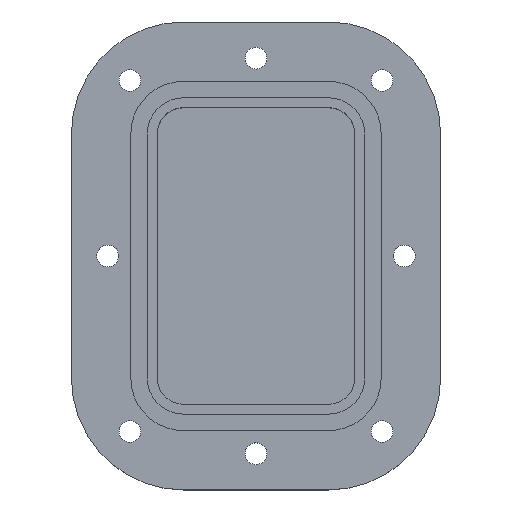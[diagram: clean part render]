
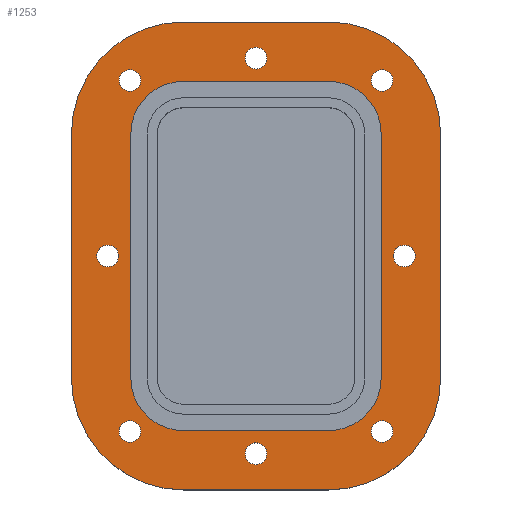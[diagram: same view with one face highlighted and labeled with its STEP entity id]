
A CAD part, top view. The second image highlights one B-rep face of the part: STEP entity #1253.
In plain terms, the highlighted planar face has unit normal (0, 0, 1).
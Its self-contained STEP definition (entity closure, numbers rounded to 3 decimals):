
#38=FACE_BOUND('',#227,.T.);
#39=FACE_BOUND('',#228,.T.);
#40=FACE_BOUND('',#229,.T.);
#41=FACE_BOUND('',#230,.T.);
#42=FACE_BOUND('',#231,.T.);
#43=FACE_BOUND('',#232,.T.);
#44=FACE_BOUND('',#233,.T.);
#45=FACE_BOUND('',#234,.T.);
#46=FACE_BOUND('',#235,.T.);
#72=PLANE('',#1413);
#145=FACE_OUTER_BOUND('',#226,.T.);
#226=EDGE_LOOP('',(#1121,#1122,#1123,#1124,#1125,#1126,#1127,#1128));
#227=EDGE_LOOP('',(#1129));
#228=EDGE_LOOP('',(#1130));
#229=EDGE_LOOP('',(#1131));
#230=EDGE_LOOP('',(#1132));
#231=EDGE_LOOP('',(#1133));
#232=EDGE_LOOP('',(#1134));
#233=EDGE_LOOP('',(#1135));
#234=EDGE_LOOP('',(#1136));
#235=EDGE_LOOP('',(#1137,#1138,#1139,#1140,#1141,#1142,#1143,#1144));
#248=LINE('',#1873,#344);
#251=LINE('',#1881,#347);
#273=LINE('',#2016,#369);
#276=LINE('',#2023,#372);
#322=LINE('',#2175,#418);
#325=LINE('',#2183,#421);
#328=LINE('',#2191,#424);
#331=LINE('',#2199,#427);
#344=VECTOR('',#1487,10.);
#347=VECTOR('',#1496,10.);
#369=VECTOR('',#1604,10.);
#372=VECTOR('',#1613,10.);
#418=VECTOR('',#1771,10.);
#421=VECTOR('',#1780,10.);
#424=VECTOR('',#1789,10.);
#427=VECTOR('',#1798,10.);
#445=CIRCLE('',#1295,17.);
#446=CIRCLE('',#1298,17.);
#475=CIRCLE('',#1344,17.);
#476=CIRCLE('',#1347,1.65);
#477=CIRCLE('',#1349,1.65);
#478=CIRCLE('',#1351,1.65);
#479=CIRCLE('',#1353,1.65);
#480=CIRCLE('',#1355,1.65);
#481=CIRCLE('',#1357,1.65);
#482=CIRCLE('',#1359,1.65);
#483=CIRCLE('',#1361,1.65);
#504=CIRCLE('',#1403,8.);
#505=CIRCLE('',#1406,8.);
#506=CIRCLE('',#1409,8.);
#507=CIRCLE('',#1412,8.);
#508=CIRCLE('',#1414,17.);
#525=VERTEX_POINT('',#1865);
#526=VERTEX_POINT('',#1867);
#527=VERTEX_POINT('',#1871);
#528=VERTEX_POINT('',#1875);
#529=VERTEX_POINT('',#1879);
#562=VERTEX_POINT('',#2013);
#563=VERTEX_POINT('',#2015);
#564=VERTEX_POINT('',#2019);
#565=VERTEX_POINT('',#2025);
#566=VERTEX_POINT('',#2029);
#567=VERTEX_POINT('',#2033);
#568=VERTEX_POINT('',#2037);
#569=VERTEX_POINT('',#2041);
#570=VERTEX_POINT('',#2045);
#571=VERTEX_POINT('',#2049);
#572=VERTEX_POINT('',#2053);
#613=VERTEX_POINT('',#2172);
#614=VERTEX_POINT('',#2174);
#615=VERTEX_POINT('',#2178);
#616=VERTEX_POINT('',#2182);
#617=VERTEX_POINT('',#2186);
#618=VERTEX_POINT('',#2190);
#619=VERTEX_POINT('',#2194);
#620=VERTEX_POINT('',#2198);
#646=EDGE_CURVE('',#526,#525,#445,.T.);
#649=EDGE_CURVE('',#525,#527,#248,.T.);
#651=EDGE_CURVE('',#527,#528,#446,.T.);
#653=EDGE_CURVE('',#528,#529,#251,.T.);
#703=EDGE_CURVE('',#563,#562,#273,.T.);
#706=EDGE_CURVE('',#562,#564,#475,.T.);
#707=EDGE_CURVE('',#564,#526,#276,.T.);
#708=EDGE_CURVE('',#565,#565,#476,.T.);
#710=EDGE_CURVE('',#566,#566,#477,.T.);
#712=EDGE_CURVE('',#567,#567,#478,.T.);
#714=EDGE_CURVE('',#568,#568,#479,.T.);
#716=EDGE_CURVE('',#569,#569,#480,.T.);
#718=EDGE_CURVE('',#570,#570,#481,.T.);
#720=EDGE_CURVE('',#571,#571,#482,.T.);
#722=EDGE_CURVE('',#572,#572,#483,.T.);
#781=EDGE_CURVE('',#614,#613,#322,.T.);
#783=EDGE_CURVE('',#615,#614,#504,.T.);
#785=EDGE_CURVE('',#616,#615,#325,.T.);
#787=EDGE_CURVE('',#617,#616,#505,.T.);
#789=EDGE_CURVE('',#618,#617,#328,.T.);
#791=EDGE_CURVE('',#619,#618,#506,.T.);
#793=EDGE_CURVE('',#620,#619,#331,.T.);
#795=EDGE_CURVE('',#613,#620,#507,.T.);
#796=EDGE_CURVE('',#529,#563,#508,.T.);
#1121=ORIENTED_EDGE('',*,*,#651,.T.);
#1122=ORIENTED_EDGE('',*,*,#653,.T.);
#1123=ORIENTED_EDGE('',*,*,#796,.T.);
#1124=ORIENTED_EDGE('',*,*,#703,.T.);
#1125=ORIENTED_EDGE('',*,*,#706,.T.);
#1126=ORIENTED_EDGE('',*,*,#707,.T.);
#1127=ORIENTED_EDGE('',*,*,#646,.T.);
#1128=ORIENTED_EDGE('',*,*,#649,.T.);
#1129=ORIENTED_EDGE('',*,*,#708,.T.);
#1130=ORIENTED_EDGE('',*,*,#710,.T.);
#1131=ORIENTED_EDGE('',*,*,#712,.T.);
#1132=ORIENTED_EDGE('',*,*,#714,.T.);
#1133=ORIENTED_EDGE('',*,*,#716,.T.);
#1134=ORIENTED_EDGE('',*,*,#718,.T.);
#1135=ORIENTED_EDGE('',*,*,#720,.T.);
#1136=ORIENTED_EDGE('',*,*,#722,.T.);
#1137=ORIENTED_EDGE('',*,*,#795,.T.);
#1138=ORIENTED_EDGE('',*,*,#793,.T.);
#1139=ORIENTED_EDGE('',*,*,#791,.T.);
#1140=ORIENTED_EDGE('',*,*,#789,.T.);
#1141=ORIENTED_EDGE('',*,*,#787,.T.);
#1142=ORIENTED_EDGE('',*,*,#785,.T.);
#1143=ORIENTED_EDGE('',*,*,#783,.T.);
#1144=ORIENTED_EDGE('',*,*,#781,.T.);
#1253=ADVANCED_FACE('',(#145,#38,#39,#40,#41,#42,#43,#44,#45,#46),#72,.T.);
#1295=AXIS2_PLACEMENT_3D('',#1868,#1481,#1482);
#1298=AXIS2_PLACEMENT_3D('',#1877,#1491,#1492);
#1344=AXIS2_PLACEMENT_3D('',#2021,#1609,#1610);
#1347=AXIS2_PLACEMENT_3D('',#2026,#1616,#1617);
#1349=AXIS2_PLACEMENT_3D('',#2030,#1621,#1622);
#1351=AXIS2_PLACEMENT_3D('',#2034,#1626,#1627);
#1353=AXIS2_PLACEMENT_3D('',#2038,#1631,#1632);
#1355=AXIS2_PLACEMENT_3D('',#2042,#1636,#1637);
#1357=AXIS2_PLACEMENT_3D('',#2046,#1641,#1642);
#1359=AXIS2_PLACEMENT_3D('',#2050,#1646,#1647);
#1361=AXIS2_PLACEMENT_3D('',#2054,#1651,#1652);
#1403=AXIS2_PLACEMENT_3D('',#2179,#1775,#1776);
#1406=AXIS2_PLACEMENT_3D('',#2187,#1784,#1785);
#1409=AXIS2_PLACEMENT_3D('',#2195,#1793,#1794);
#1412=AXIS2_PLACEMENT_3D('',#2202,#1802,#1803);
#1413=AXIS2_PLACEMENT_3D('',#2203,#1804,#1805);
#1414=AXIS2_PLACEMENT_3D('',#2204,#1806,#1807);
#1481=DIRECTION('center_axis',(0.,0.,1.));
#1482=DIRECTION('ref_axis',(1.,0.,0.));
#1487=DIRECTION('',(-1.,0.,0.));
#1491=DIRECTION('center_axis',(0.,0.,1.));
#1492=DIRECTION('ref_axis',(0.,1.,0.));
#1496=DIRECTION('',(0.,-1.,0.));
#1604=DIRECTION('',(1.,0.,0.));
#1609=DIRECTION('center_axis',(0.,0.,1.));
#1610=DIRECTION('ref_axis',(0.,-1.,0.));
#1613=DIRECTION('',(0.,1.,0.));
#1616=DIRECTION('center_axis',(0.,0.,-1.));
#1617=DIRECTION('ref_axis',(1.,0.,0.));
#1621=DIRECTION('center_axis',(0.,0.,-1.));
#1622=DIRECTION('ref_axis',(1.,0.,0.));
#1626=DIRECTION('center_axis',(0.,0.,-1.));
#1627=DIRECTION('ref_axis',(1.,0.,0.));
#1631=DIRECTION('center_axis',(0.,0.,-1.));
#1632=DIRECTION('ref_axis',(1.,0.,0.));
#1636=DIRECTION('center_axis',(0.,0.,-1.));
#1637=DIRECTION('ref_axis',(1.,0.,0.));
#1641=DIRECTION('center_axis',(0.,0.,-1.));
#1642=DIRECTION('ref_axis',(1.,0.,0.));
#1646=DIRECTION('center_axis',(0.,0.,-1.));
#1647=DIRECTION('ref_axis',(1.,0.,0.));
#1651=DIRECTION('center_axis',(0.,0.,-1.));
#1652=DIRECTION('ref_axis',(1.,0.,0.));
#1771=DIRECTION('',(0.,1.,0.));
#1775=DIRECTION('center_axis',(0.,0.,-1.));
#1776=DIRECTION('ref_axis',(-1.,0.,0.));
#1780=DIRECTION('',(-1.,0.,0.));
#1784=DIRECTION('center_axis',(0.,0.,-1.));
#1785=DIRECTION('ref_axis',(0.,-1.,0.));
#1789=DIRECTION('',(0.,-1.,0.));
#1793=DIRECTION('center_axis',(0.,0.,-1.));
#1794=DIRECTION('ref_axis',(1.,0.,0.));
#1798=DIRECTION('',(1.,0.,0.));
#1802=DIRECTION('center_axis',(0.,0.,-1.));
#1803=DIRECTION('ref_axis',(0.,1.,0.));
#1804=DIRECTION('center_axis',(0.,0.,1.));
#1805=DIRECTION('ref_axis',(1.,0.,0.));
#1806=DIRECTION('center_axis',(0.,0.,1.));
#1807=DIRECTION('ref_axis',(-1.,0.,0.));
#1865=CARTESIAN_POINT('',(11.,35.5,24.));
#1867=CARTESIAN_POINT('',(28.,18.5,24.));
#1868=CARTESIAN_POINT('Origin',(11.,18.5,24.));
#1871=CARTESIAN_POINT('',(-11.,35.5,24.));
#1873=CARTESIAN_POINT('',(-11.,35.5,24.));
#1875=CARTESIAN_POINT('',(-28.,18.5,24.));
#1877=CARTESIAN_POINT('Origin',(-11.,18.5,24.));
#1879=CARTESIAN_POINT('',(-28.,-18.5,24.));
#1881=CARTESIAN_POINT('',(-28.,-18.5,24.));
#2013=CARTESIAN_POINT('',(11.,-35.5,24.));
#2015=CARTESIAN_POINT('',(-11.,-35.5,24.));
#2016=CARTESIAN_POINT('',(11.,-35.5,24.));
#2019=CARTESIAN_POINT('',(28.,-18.5,24.));
#2021=CARTESIAN_POINT('Origin',(11.,-18.5,24.));
#2023=CARTESIAN_POINT('',(28.,18.5,24.));
#2025=CARTESIAN_POINT('',(-1.65,30.,24.));
#2026=CARTESIAN_POINT('Origin',(0.,30.,24.));
#2029=CARTESIAN_POINT('',(20.85,0.,24.));
#2030=CARTESIAN_POINT('Origin',(22.5,0.,24.));
#2033=CARTESIAN_POINT('',(-1.65,-30.,24.));
#2034=CARTESIAN_POINT('Origin',(0.,-30.,24.));
#2037=CARTESIAN_POINT('',(-24.15,0.,24.));
#2038=CARTESIAN_POINT('Origin',(-22.5,0.,24.));
#2041=CARTESIAN_POINT('',(-20.782,-26.632,24.));
#2042=CARTESIAN_POINT('Origin',(-19.132,-26.632,24.));
#2045=CARTESIAN_POINT('',(17.482,-26.632,24.));
#2046=CARTESIAN_POINT('Origin',(19.132,-26.632,24.));
#2049=CARTESIAN_POINT('',(17.482,26.632,24.));
#2050=CARTESIAN_POINT('Origin',(19.132,26.632,24.));
#2053=CARTESIAN_POINT('',(-20.782,26.632,24.));
#2054=CARTESIAN_POINT('Origin',(-19.132,26.632,24.));
#2172=CARTESIAN_POINT('',(-19.,18.5,24.));
#2174=CARTESIAN_POINT('',(-19.,-18.5,24.));
#2175=CARTESIAN_POINT('',(-19.,-18.5,24.));
#2178=CARTESIAN_POINT('',(-11.,-26.5,24.));
#2179=CARTESIAN_POINT('Origin',(-11.,-18.5,24.));
#2182=CARTESIAN_POINT('',(11.,-26.5,24.));
#2183=CARTESIAN_POINT('',(11.,-26.5,24.));
#2186=CARTESIAN_POINT('',(19.,-18.5,24.));
#2187=CARTESIAN_POINT('Origin',(11.,-18.5,24.));
#2190=CARTESIAN_POINT('',(19.,18.5,24.));
#2191=CARTESIAN_POINT('',(19.,18.5,24.));
#2194=CARTESIAN_POINT('',(11.,26.5,24.));
#2195=CARTESIAN_POINT('Origin',(11.,18.5,24.));
#2198=CARTESIAN_POINT('',(-11.,26.5,24.));
#2199=CARTESIAN_POINT('',(-11.,26.5,24.));
#2202=CARTESIAN_POINT('Origin',(-11.,18.5,24.));
#2203=CARTESIAN_POINT('Origin',(0.,0.,24.));
#2204=CARTESIAN_POINT('Origin',(-11.,-18.5,24.));
